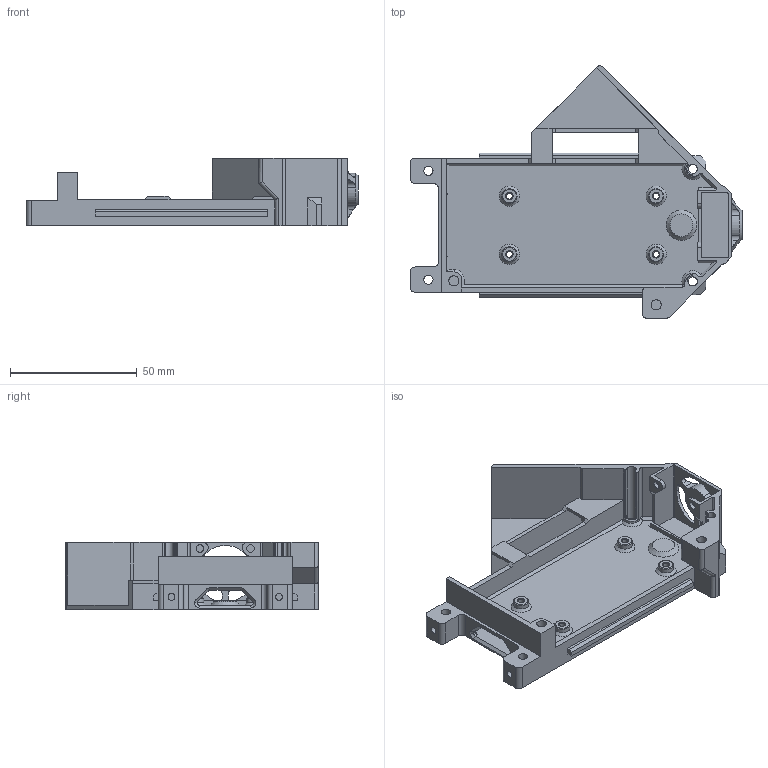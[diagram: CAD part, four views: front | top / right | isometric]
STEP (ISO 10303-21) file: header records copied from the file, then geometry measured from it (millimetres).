
FILE_DESCRIPTION(('HOOPS Exchange Step'),'2;1');
FILE_NAME('temp_export','2024-12-21T17:11:04+08:00',('27699'),('Shapr3D Limited'),'HOOPS Exchange 2024.6','Shapr3D','Authorized');
FILE_SCHEMA( ('AP242_MANAGED_MODEL_BASED_3D_ENGINEERING_MIM_LF {1 0 10303 442 1 1 4 }') );
Length unit declared in the file: millimetre
Products named in the file (1): 右电气仓打印件
Bounding box: 131.22 x 99.78 x 26.5 mm (x, y, z)
Volume: 32047.6 mm3; surface area: 31520 mm2
Topology: 1 solids, 1 shells, 270 faces, 739 edges, 473 vertices
Faces by surface type: plane 140, cylinder 80, cone 45, torus 5
Full cylindrical faces by diameter (mm): 2.3 x4, 2.7 x2, 3 x2, 3.6 x4, 4 x2, 6 x4, 9 x1
Entity records: 8993 total; most frequent: CARTESIAN_POINT 1967, ORIENTED_EDGE 1470, DIRECTION 1467, EDGE_CURVE 735, AXIS2_PLACEMENT_3D 506, VERTEX_POINT 473, VECTOR 455, LINE 455
